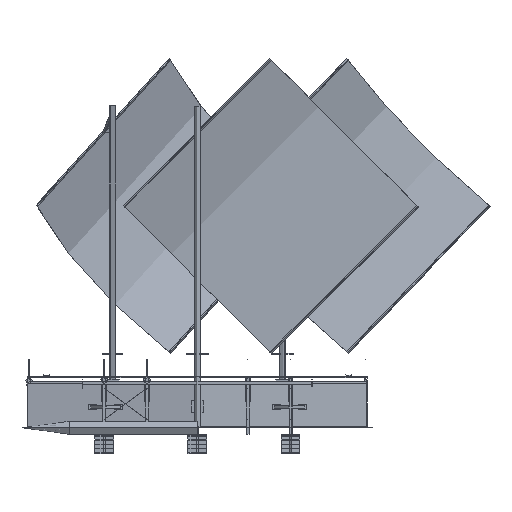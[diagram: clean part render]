
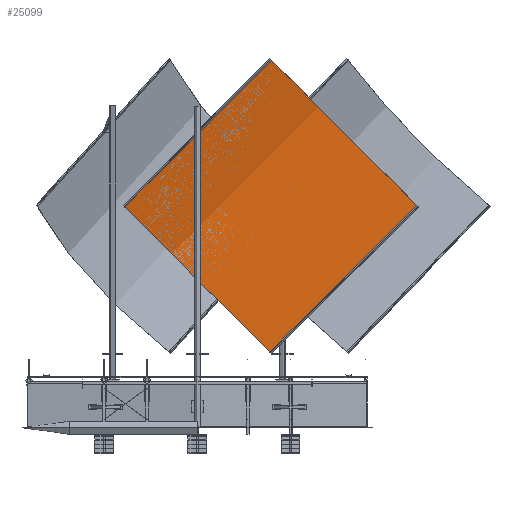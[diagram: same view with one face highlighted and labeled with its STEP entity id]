
A CAD part, left-side view. The second image highlights one B-rep face of the part: STEP entity #25099.
In plain terms, the highlighted cylindrical face has radius 4998 mm (diameter 9996 mm), a partial arc.
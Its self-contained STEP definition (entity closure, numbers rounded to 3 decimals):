
#25006 = VERTEX_POINT('',#25007);
#25007 = CARTESIAN_POINT('',(0.,2750.,-3.638));
#25015 = VERTEX_POINT('',#25016);
#25016 = CARTESIAN_POINT('',(0.,2750.,-5496.362));
#25022 = EDGE_CURVE('',#25006,#25015,#25023,.T.);
#25023 = CIRCLE('',#25024,4998.);
#25024 = AXIS2_PLACEMENT_3D('',#25025,#25026,#25027);
#25025 = CARTESIAN_POINT('',(-4175.823,2750.,-2750.));
#25026 = DIRECTION('',(0.,1.,0.));
#25027 = DIRECTION('',(0.,-0.,1.));
#25038 = VERTEX_POINT('',#25039);
#25039 = CARTESIAN_POINT('',(0.,-2750.,-5496.362));
#25047 = EDGE_CURVE('',#25038,#25015,#25048,.T.);
#25048 = LINE('',#25049,#25050);
#25049 = CARTESIAN_POINT('',(0.,-2750.,-5496.362));
#25050 = VECTOR('',#25051,1.);
#25051 = DIRECTION('',(0.,1.,0.));
#25062 = VERTEX_POINT('',#25063);
#25063 = CARTESIAN_POINT('',(0.,-2750.,-3.638));
#25071 = EDGE_CURVE('',#25062,#25038,#25072,.T.);
#25072 = CIRCLE('',#25073,4998.);
#25073 = AXIS2_PLACEMENT_3D('',#25074,#25075,#25076);
#25074 = CARTESIAN_POINT('',(-4175.823,-2750.,-2750.));
#25075 = DIRECTION('',(0.,1.,0.));
#25076 = DIRECTION('',(0.,-0.,1.));
#25087 = EDGE_CURVE('',#25062,#25006,#25088,.T.);
#25088 = LINE('',#25089,#25090);
#25089 = CARTESIAN_POINT('',(0.,-2750.,-3.638));
#25090 = VECTOR('',#25091,1.);
#25091 = DIRECTION('',(0.,1.,0.));
#25099 = ADVANCED_FACE('',(#25100),#25106,.F.);
#25100 = FACE_BOUND('',#25101,.F.);
#25101 = EDGE_LOOP('',(#25102,#25103,#25104,#25105));
#25102 = ORIENTED_EDGE('',*,*,#25022,.F.);
#25103 = ORIENTED_EDGE('',*,*,#25087,.F.);
#25104 = ORIENTED_EDGE('',*,*,#25071,.T.);
#25105 = ORIENTED_EDGE('',*,*,#25047,.T.);
#25106 = CYLINDRICAL_SURFACE('',#25107,4998.);
#25107 = AXIS2_PLACEMENT_3D('',#25108,#25109,#25110);
#25108 = CARTESIAN_POINT('',(-4175.823,-2750.,-2750.));
#25109 = DIRECTION('',(0.,1.,0.));
#25110 = DIRECTION('',(0.,-0.,1.));
